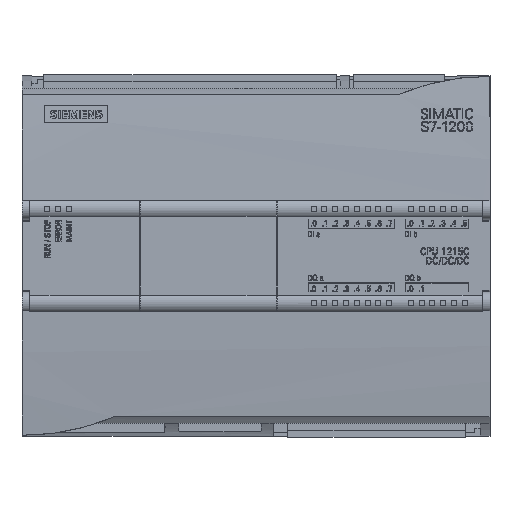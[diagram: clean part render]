
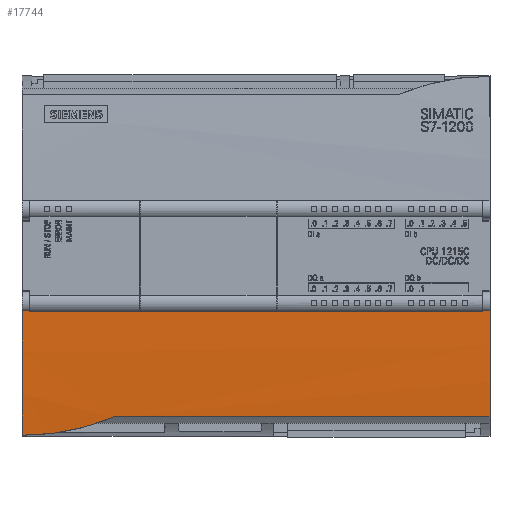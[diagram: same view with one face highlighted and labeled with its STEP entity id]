
A CAD part, top view. The second image highlights one B-rep face of the part: STEP entity #17744.
In plain terms, the highlighted cylindrical face has radius 420 mm (diameter 840 mm), a partial arc.
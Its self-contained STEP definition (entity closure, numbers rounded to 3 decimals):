
#14001=B_SPLINE_CURVE_WITH_KNOTS('',3,(#118730,#118731,#118732,#118733,
#118734,#118735),.UNSPECIFIED.,.F.,.F.,(4,2,4),(0.,0.5,1.),
 .UNSPECIFIED.);
#15277=CYLINDRICAL_SURFACE('',#89836,420.);
#15596=CIRCLE('',#89815,420.);
#15605=CIRCLE('',#89825,420.);
#15611=CIRCLE('',#89834,420.);
#15612=CIRCLE('',#89835,420.);
#17744=ADVANCED_FACE('',(#25582),#15277,.T.);
#25582=FACE_OUTER_BOUND('',#29786,.T.);
#29786=EDGE_LOOP('',(#39729,#39730,#39731,#39732,#39733,#39734,#39735,#39736,
#39737));
#39729=ORIENTED_EDGE('',*,*,#63400,.F.);
#39730=ORIENTED_EDGE('',*,*,#63380,.T.);
#39731=ORIENTED_EDGE('',*,*,#63398,.F.);
#39732=ORIENTED_EDGE('',*,*,#63401,.T.);
#39733=ORIENTED_EDGE('',*,*,#63402,.F.);
#39734=ORIENTED_EDGE('',*,*,#63403,.T.);
#39735=ORIENTED_EDGE('',*,*,#63404,.F.);
#39736=ORIENTED_EDGE('',*,*,#63405,.F.);
#39737=ORIENTED_EDGE('',*,*,#63389,.F.);
#55486=VERTEX_POINT('',#118686);
#55487=VERTEX_POINT('',#118688);
#55495=VERTEX_POINT('',#118705);
#55496=VERTEX_POINT('',#118707);
#55502=VERTEX_POINT('',#118724);
#55503=VERTEX_POINT('',#118729);
#55504=VERTEX_POINT('',#118736);
#55505=VERTEX_POINT('',#118738);
#55506=VERTEX_POINT('',#118740);
#63380=EDGE_CURVE('',#55487,#55486,#15596,.T.);
#63389=EDGE_CURVE('',#55495,#55496,#15605,.T.);
#63398=EDGE_CURVE('',#55502,#55486,#73005,.T.);
#63400=EDGE_CURVE('',#55487,#55495,#73006,.T.);
#63401=EDGE_CURVE('',#55502,#55503,#15611,.T.);
#63402=EDGE_CURVE('',#55504,#55503,#14001,.T.);
#63403=EDGE_CURVE('',#55504,#55505,#73007,.T.);
#63404=EDGE_CURVE('',#55506,#55505,#15612,.T.);
#63405=EDGE_CURVE('',#55496,#55506,#73008,.T.);
#73005=LINE('',#118723,#81925);
#73006=LINE('',#118727,#81926);
#73007=LINE('',#118737,#81927);
#73008=LINE('',#118741,#81928);
#81925=VECTOR('',#98478,1.);
#81926=VECTOR('',#98483,1.);
#81927=VECTOR('',#98486,1.);
#81928=VECTOR('',#98489,1.);
#89815=AXIS2_PLACEMENT_3D('',#118687,#98440,#98441);
#89825=AXIS2_PLACEMENT_3D('',#118706,#98460,#98461);
#89834=AXIS2_PLACEMENT_3D('',#118728,#98484,#98485);
#89835=AXIS2_PLACEMENT_3D('',#118739,#98487,#98488);
#89836=AXIS2_PLACEMENT_3D('',#118742,#98490,#98491);
#98440=DIRECTION('',(1.,0.,0.));
#98441=DIRECTION('',(0.,0.999,-0.049));
#98460=DIRECTION('',(1.,0.,0.));
#98461=DIRECTION('',(0.,0.999,-0.049));
#98478=DIRECTION('',(-1.,0.,0.));
#98483=DIRECTION('',(-1.,0.,0.));
#98484=DIRECTION('',(-1.,0.,0.));
#98485=DIRECTION('',(0.,0.999,-0.035));
#98486=DIRECTION('',(-1.,0.,0.));
#98487=DIRECTION('',(-1.,0.,0.));
#98488=DIRECTION('',(0.,0.999,-0.035));
#98489=DIRECTION('',(-1.,0.,0.));
#98490=DIRECTION('',(-1.,0.,0.));
#98491=DIRECTION('',(0.,0.,1.));
#118686=CARTESIAN_POINT('',(128.,2.248,-2.199));
#118687=CARTESIAN_POINT('',(128.,-417.477,13.015));
#118688=CARTESIAN_POINT('',(128.,2.238,-2.472));
#118705=CARTESIAN_POINT('',(2.,2.238,-2.472));
#118706=CARTESIAN_POINT('',(2.,-417.477,13.015));
#118707=CARTESIAN_POINT('',(2.,2.248,-2.199));
#118723=CARTESIAN_POINT('',(130.,2.248,-2.199));
#118724=CARTESIAN_POINT('',(130.,2.248,-2.199));
#118727=CARTESIAN_POINT('',(128.,2.238,-2.472));
#118728=CARTESIAN_POINT('',(130.,-417.477,13.015));
#118729=CARTESIAN_POINT('',(130.,-0.445,-36.831));
#118730=CARTESIAN_POINT('',(104.605,0.13,-31.759));
#118731=CARTESIAN_POINT('',(108.633,-0.054,-33.474));
#118732=CARTESIAN_POINT('',(112.768,-0.201,-34.748));
#118733=CARTESIAN_POINT('',(121.244,-0.398,-36.446));
#118734=CARTESIAN_POINT('',(125.618,-0.449,-36.867));
#118735=CARTESIAN_POINT('',(130.,-0.445,-36.831));
#118736=CARTESIAN_POINT('',(104.605,0.13,-31.759));
#118737=CARTESIAN_POINT('',(130.,0.13,-31.759));
#118738=CARTESIAN_POINT('',(0.,0.13,-31.759));
#118739=CARTESIAN_POINT('',(0.,-417.477,13.015));
#118740=CARTESIAN_POINT('',(0.,2.248,-2.199));
#118741=CARTESIAN_POINT('',(130.,2.248,-2.199));
#118742=CARTESIAN_POINT('',(130.,-417.477,13.015));
